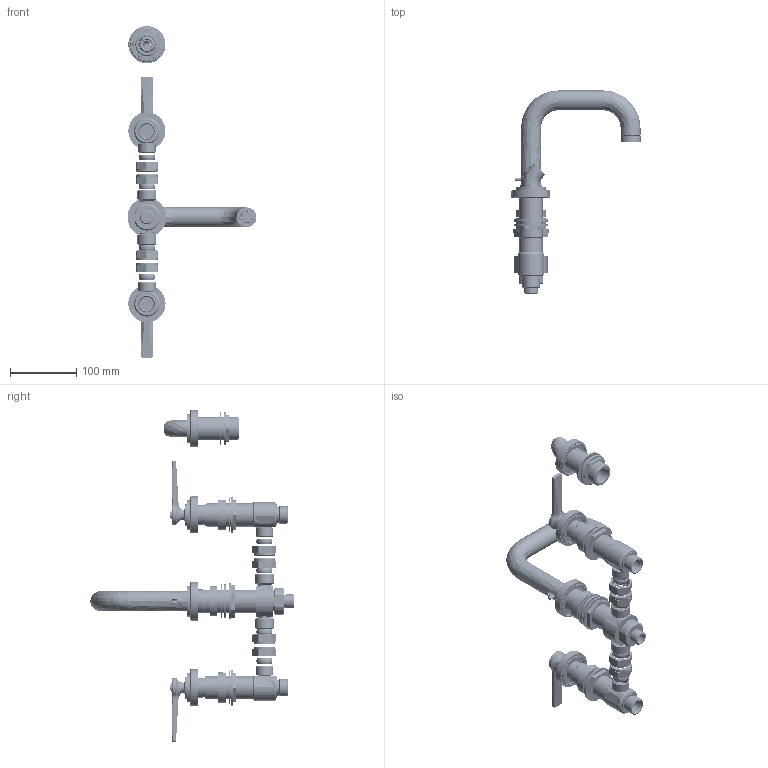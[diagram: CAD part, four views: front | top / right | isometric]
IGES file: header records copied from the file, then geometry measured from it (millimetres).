
Global section: file name: V7K48-1LF; native system: Autodesk Inventor 2018; preprocessor: unknown; author: clarkin; date: 20171006.094258; units: millimetre
Bounding box: 194.25 x 306 x 499.88 mm (x, y, z)
Volume: 682706.8 mm3; surface area: 414565.9 mm2
Topology: 96 solids, 97 shells, 3662 faces, 9876 edges, 6727 vertices
Faces by surface type: bspline 3662
